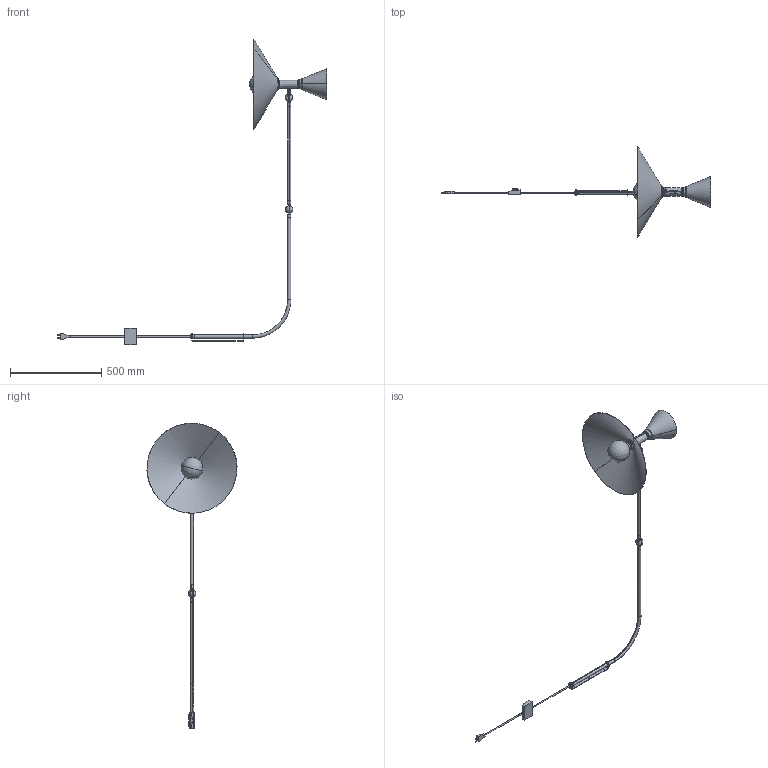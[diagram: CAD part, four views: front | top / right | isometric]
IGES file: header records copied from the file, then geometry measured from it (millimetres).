
Start section: SolidWorks IGES file using analytic representation for surfaces
Global section: file name: 800LDMEWW311.IGS; native system: SolidWorks 2016; preprocessor: SolidWorks 2016; author: design.nemo; date: 160510.141905; units: millimetre
Bounding box: 1481.29 x 494.58 x 1677.89 mm (x, y, z)
Surface area: 1062572.8 mm2 (no closed solid volume)
Topology: 0 solids, 0 shells, 1218 faces, 18605 edges, 18579 vertices
Faces by surface type: bspline 637, revolution 581
